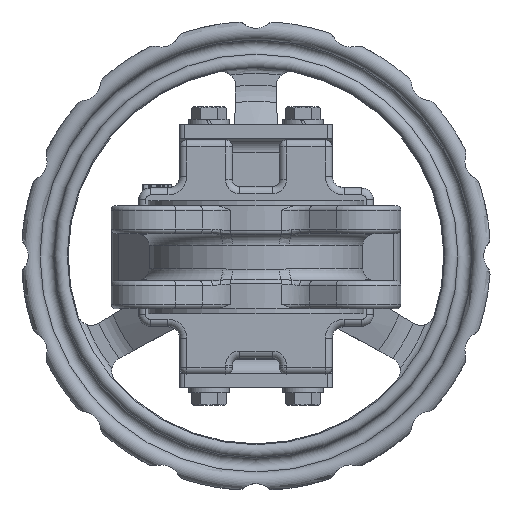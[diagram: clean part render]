
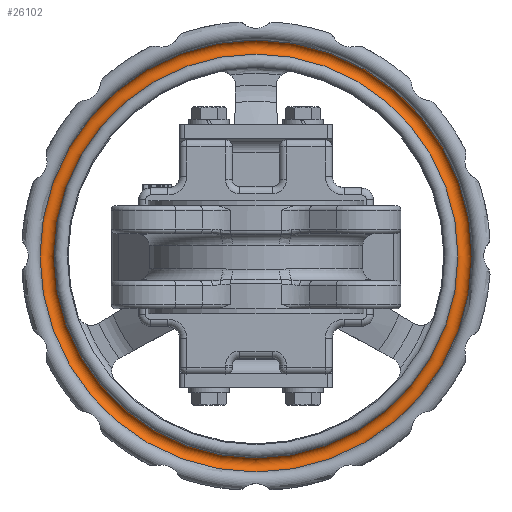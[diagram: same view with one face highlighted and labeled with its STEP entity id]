
A CAD part, left-side view. The second image highlights one B-rep face of the part: STEP entity #26102.
In plain terms, the highlighted toroidal (fillet/blend) face has major radius 89 mm and minor radius 3 mm.
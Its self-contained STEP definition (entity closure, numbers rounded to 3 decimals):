
#601=TOROIDAL_SURFACE('',#28582,89.,3.);
#9412=ORIENTED_EDGE('',*,*,#12767,.F.);
#9413=ORIENTED_EDGE('',*,*,#12766,.T.);
#12766=EDGE_CURVE('',#14748,#14748,#15902,.T.);
#12767=EDGE_CURVE('',#14749,#14749,#15903,.T.);
#14748=VERTEX_POINT('',#45703);
#14749=VERTEX_POINT('',#45706);
#15902=CIRCLE('',#28581,86.);
#15903=CIRCLE('',#28583,92.);
#17341=EDGE_LOOP('',(#9412));
#17342=EDGE_LOOP('',(#9413));
#18910=FACE_BOUND('',#17341,.T.);
#18911=FACE_BOUND('',#17342,.T.);
#26102=ADVANCED_FACE('',(#18910,#18911),#601,.F.);
#28581=AXIS2_PLACEMENT_3D('',#45702,#34337,#34338);
#28582=AXIS2_PLACEMENT_3D('',#45704,#34339,#34340);
#28583=AXIS2_PLACEMENT_3D('',#45705,#34341,#34342);
#34337=DIRECTION('',(1.,0.,0.));
#34338=DIRECTION('',(0.,0.,-1.));
#34339=DIRECTION('',(1.,0.,0.));
#34340=DIRECTION('',(0.,0.,-1.));
#34341=DIRECTION('',(1.,0.,0.));
#34342=DIRECTION('',(0.,0.,-1.));
#45702=CARTESIAN_POINT('',(32.,0.,0.));
#45703=CARTESIAN_POINT('',(32.,0.,-86.));
#45704=CARTESIAN_POINT('',(32.,0.,0.));
#45705=CARTESIAN_POINT('',(32.,0.,0.));
#45706=CARTESIAN_POINT('',(32.,0.,-92.));
